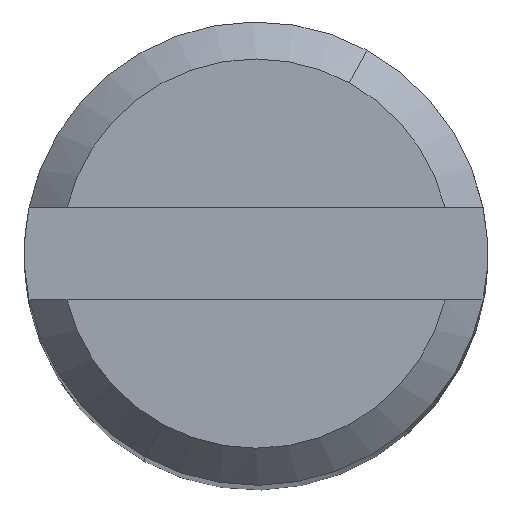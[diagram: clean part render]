
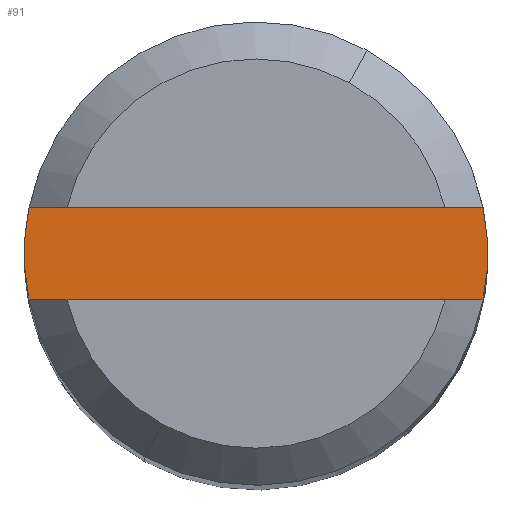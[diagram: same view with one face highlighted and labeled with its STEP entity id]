
A CAD part, top view. The second image highlights one B-rep face of the part: STEP entity #91.
In plain terms, the highlighted planar face has unit normal (0, 0, 1).
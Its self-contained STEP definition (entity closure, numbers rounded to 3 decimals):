
#52=CARTESIAN_POINT('Axis2P3D Location',(0.,1.25,37.5)) ;
#57=CARTESIAN_POINT('Line Origine',(0.,-1.25,37.5)) ;
#61=CARTESIAN_POINT('Vertex',(6.124,-1.25,37.5)) ;
#63=CARTESIAN_POINT('Vertex',(-6.124,-1.25,37.5)) ;
#66=CARTESIAN_POINT('Axis2P3D Location',(0.,0.,37.5)) ;
#70=CARTESIAN_POINT('Vertex',(6.124,1.25,37.5)) ;
#73=CARTESIAN_POINT('Line Origine',(0.,1.25,37.5)) ;
#77=CARTESIAN_POINT('Vertex',(-6.124,1.25,37.5)) ;
#80=CARTESIAN_POINT('Axis2P3D Location',(0.,0.,37.5)) ;
#53=DIRECTION('Axis2P3D Direction',(-0.,-0.,-1.)) ;
#54=DIRECTION('Axis2P3D XDirection',(0.,-1.,0.)) ;
#58=DIRECTION('Vector Direction',(-1.,0.,0.)) ;
#67=DIRECTION('Axis2P3D Direction',(-0.,-0.,-1.)) ;
#74=DIRECTION('Vector Direction',(-1.,0.,0.)) ;
#81=DIRECTION('Axis2P3D Direction',(-0.,-0.,-1.)) ;
#55=AXIS2_PLACEMENT_3D('Plane Axis2P3D',#52,#53,#54) ;
#68=AXIS2_PLACEMENT_3D('Circle Axis2P3D',#66,#67,$) ;
#82=AXIS2_PLACEMENT_3D('Circle Axis2P3D',#80,#81,$) ;
#86=ORIENTED_EDGE('',*,*,#65,.F.) ;
#87=ORIENTED_EDGE('',*,*,#72,.F.) ;
#88=ORIENTED_EDGE('',*,*,#79,.T.) ;
#89=ORIENTED_EDGE('',*,*,#84,.F.) ;
#59=VECTOR('Line Direction',#58,1.) ;
#75=VECTOR('Line Direction',#74,1.) ;
#91=ADVANCED_FACE('Corps principal',(#90),#56,.F.) ;
#69=CIRCLE('generated circle',#68,6.25) ;
#83=CIRCLE('generated circle',#82,6.25) ;
#65=EDGE_CURVE('',#62,#64,#60,.T.) ;
#72=EDGE_CURVE('',#71,#62,#69,.T.) ;
#79=EDGE_CURVE('',#71,#78,#76,.T.) ;
#84=EDGE_CURVE('',#64,#78,#83,.T.) ;
#85=EDGE_LOOP('',(#86,#87,#88,#89)) ;
#90=FACE_OUTER_BOUND('',#85,.T.) ;
#60=LINE('Line',#57,#59) ;
#76=LINE('Line',#73,#75) ;
#56=PLANE('Plane',#55) ;
#62=VERTEX_POINT('',#61) ;
#64=VERTEX_POINT('',#63) ;
#71=VERTEX_POINT('',#70) ;
#78=VERTEX_POINT('',#77) ;
